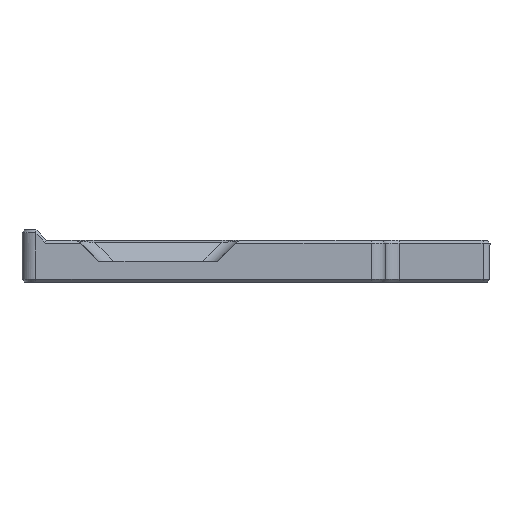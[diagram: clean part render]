
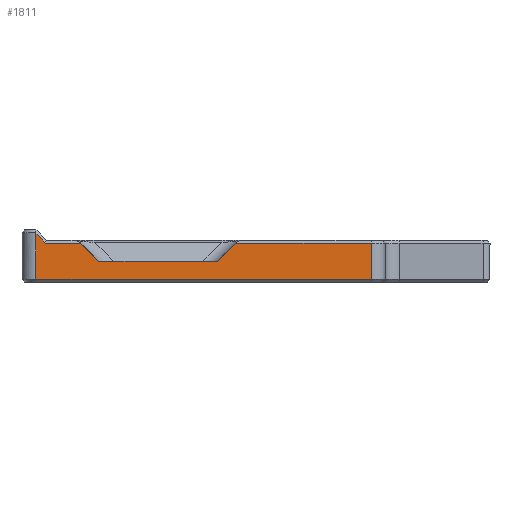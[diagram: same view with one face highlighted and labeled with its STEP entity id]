
A CAD part, left-side view. The second image highlights one B-rep face of the part: STEP entity #1811.
In plain terms, the highlighted planar face has unit normal (-1, 0, 0).
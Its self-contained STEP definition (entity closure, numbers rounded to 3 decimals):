
#112=PLANE('',#1950);
#187=FACE_OUTER_BOUND('',#301,.T.);
#301=EDGE_LOOP('',(#1420,#1421,#1422,#1423,#1424,#1425,#1426,#1427,#1428));
#388=LINE('',#2567,#573);
#395=LINE('',#2582,#580);
#450=LINE('',#2782,#635);
#454=LINE('',#2886,#639);
#465=LINE('',#2951,#650);
#466=LINE('',#2952,#651);
#467=LINE('',#2954,#652);
#468=LINE('',#2956,#653);
#469=LINE('',#2957,#654);
#573=VECTOR('',#2075,10.);
#580=VECTOR('',#2086,10.);
#635=VECTOR('',#2203,10.);
#639=VECTOR('',#2211,10.);
#650=VECTOR('',#2238,10.);
#651=VECTOR('',#2239,10.);
#652=VECTOR('',#2240,10.);
#653=VECTOR('',#2241,10.);
#654=VECTOR('',#2242,10.);
#811=VERTEX_POINT('',#2564);
#812=VERTEX_POINT('',#2566);
#818=VERTEX_POINT('',#2581);
#871=VERTEX_POINT('',#2776);
#872=VERTEX_POINT('',#2781);
#874=VERTEX_POINT('',#2884);
#894=VERTEX_POINT('',#2950);
#895=VERTEX_POINT('',#2953);
#896=VERTEX_POINT('',#2955);
#977=EDGE_CURVE('',#811,#812,#388,.T.);
#984=EDGE_CURVE('',#812,#818,#395,.T.);
#1055=EDGE_CURVE('',#872,#871,#450,.T.);
#1068=EDGE_CURVE('',#874,#811,#454,.T.);
#1090=EDGE_CURVE('',#894,#874,#465,.T.);
#1091=EDGE_CURVE('',#871,#894,#466,.T.);
#1092=EDGE_CURVE('',#872,#895,#467,.T.);
#1093=EDGE_CURVE('',#895,#896,#468,.T.);
#1094=EDGE_CURVE('',#896,#818,#469,.T.);
#1420=ORIENTED_EDGE('',*,*,#984,.F.);
#1421=ORIENTED_EDGE('',*,*,#977,.F.);
#1422=ORIENTED_EDGE('',*,*,#1068,.F.);
#1423=ORIENTED_EDGE('',*,*,#1090,.F.);
#1424=ORIENTED_EDGE('',*,*,#1091,.F.);
#1425=ORIENTED_EDGE('',*,*,#1055,.F.);
#1426=ORIENTED_EDGE('',*,*,#1092,.T.);
#1427=ORIENTED_EDGE('',*,*,#1093,.T.);
#1428=ORIENTED_EDGE('',*,*,#1094,.T.);
#1811=ADVANCED_FACE('',(#187),#112,.T.);
#1950=AXIS2_PLACEMENT_3D('',#2949,#2236,#2237);
#2075=DIRECTION('',(0.,-0.707,-0.707));
#2086=DIRECTION('',(0.,-1.,0.));
#2203=DIRECTION('',(0.,-1.,0.));
#2211=DIRECTION('',(0.,0.,1.));
#2236=DIRECTION('center_axis',(-1.,0.,0.));
#2237=DIRECTION('ref_axis',(0.,0.,1.));
#2238=DIRECTION('',(0.,1.,0.));
#2239=DIRECTION('',(0.,0.,-1.));
#2240=DIRECTION('',(0.,0.707,-0.707));
#2241=DIRECTION('',(0.,1.,0.));
#2242=DIRECTION('',(0.,0.707,0.707));
#2564=CARTESIAN_POINT('',(-53.9,113.,238.935));
#2566=CARTESIAN_POINT('',(-53.9,111.666,237.6));
#2567=CARTESIAN_POINT('',(-53.9,106.908,232.842));
#2581=CARTESIAN_POINT('',(-53.9,106.6,237.6));
#2582=CARTESIAN_POINT('',(-53.9,78.,237.6));
#2776=CARTESIAN_POINT('',(-53.9,65.,237.6));
#2781=CARTESIAN_POINT('',(-53.9,84.4,237.6));
#2782=CARTESIAN_POINT('',(-53.9,78.,237.6));
#2884=CARTESIAN_POINT('',(-53.9,113.,232.4));
#2886=CARTESIAN_POINT('',(-53.9,113.,233.5));
#2949=CARTESIAN_POINT('Origin',(-53.9,95.,233.5));
#2950=CARTESIAN_POINT('',(-53.9,65.,232.4));
#2951=CARTESIAN_POINT('',(-53.9,78.,232.4));
#2952=CARTESIAN_POINT('',(-53.9,65.,233.5));
#2953=CARTESIAN_POINT('',(-53.9,87.,235.));
#2954=CARTESIAN_POINT('',(-53.9,88.625,233.375));
#2955=CARTESIAN_POINT('',(-53.9,104.,235.));
#2956=CARTESIAN_POINT('',(-53.9,95.,235.));
#2957=CARTESIAN_POINT('',(-53.9,102.125,233.125));
